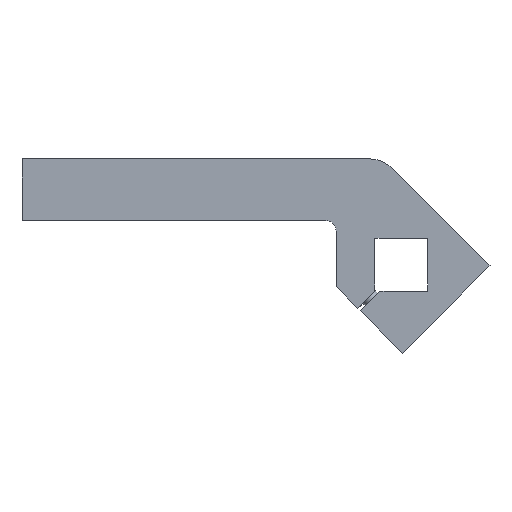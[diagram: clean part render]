
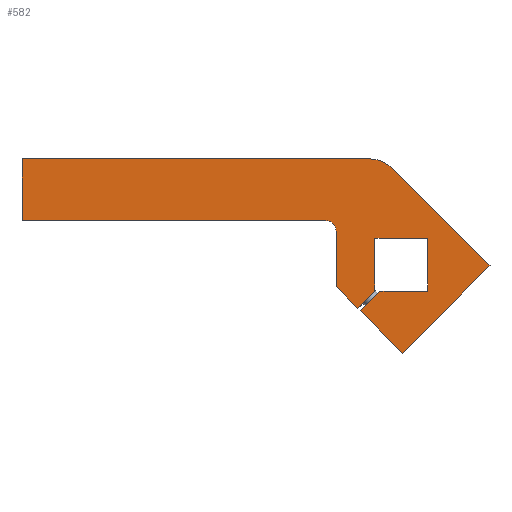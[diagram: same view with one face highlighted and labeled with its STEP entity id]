
A CAD part, left-side view. The second image highlights one B-rep face of the part: STEP entity #582.
In plain terms, the highlighted planar face has unit normal (-1, 0, 0).
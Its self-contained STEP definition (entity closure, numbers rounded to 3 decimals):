
#36=PLANE('',#635);
#55=FACE_OUTER_BOUND('',#84,.T.);
#84=EDGE_LOOP('',(#418,#419,#420,#421,#422,#423,#424,#425,#426,#427,#428,
#429,#430,#431,#432,#433));
#132=LINE('',#865,#188);
#135=LINE('',#877,#191);
#138=LINE('',#883,#194);
#139=LINE('',#885,#195);
#140=LINE('',#886,#196);
#141=LINE('',#888,#197);
#142=LINE('',#890,#198);
#143=LINE('',#892,#199);
#144=LINE('',#894,#200);
#145=LINE('',#896,#201);
#146=LINE('',#898,#202);
#147=LINE('',#900,#203);
#148=LINE('',#902,#204);
#149=LINE('',#903,#205);
#188=VECTOR('',#696,10.);
#191=VECTOR('',#707,10.);
#194=VECTOR('',#712,10.);
#195=VECTOR('',#713,10.);
#196=VECTOR('',#714,10.);
#197=VECTOR('',#715,10.);
#198=VECTOR('',#716,10.);
#199=VECTOR('',#717,10.);
#200=VECTOR('',#718,10.);
#201=VECTOR('',#719,10.);
#202=VECTOR('',#720,10.);
#203=VECTOR('',#721,10.);
#204=VECTOR('',#722,10.);
#205=VECTOR('',#723,10.);
#241=CIRCLE('',#629,6.);
#243=CIRCLE('',#633,20.);
#268=VERTEX_POINT('',#855);
#269=VERTEX_POINT('',#857);
#271=VERTEX_POINT('',#863);
#274=VERTEX_POINT('',#870);
#275=VERTEX_POINT('',#872);
#276=VERTEX_POINT('',#876);
#278=VERTEX_POINT('',#882);
#279=VERTEX_POINT('',#884);
#280=VERTEX_POINT('',#887);
#281=VERTEX_POINT('',#889);
#282=VERTEX_POINT('',#891);
#283=VERTEX_POINT('',#893);
#284=VERTEX_POINT('',#895);
#285=VERTEX_POINT('',#897);
#286=VERTEX_POINT('',#899);
#287=VERTEX_POINT('',#901);
#322=EDGE_CURVE('',#268,#269,#241,.T.);
#326=EDGE_CURVE('',#268,#271,#132,.T.);
#329=EDGE_CURVE('',#274,#275,#243,.T.);
#331=EDGE_CURVE('',#276,#275,#135,.T.);
#334=EDGE_CURVE('',#274,#278,#138,.T.);
#335=EDGE_CURVE('',#278,#279,#139,.T.);
#336=EDGE_CURVE('',#279,#269,#140,.T.);
#337=EDGE_CURVE('',#271,#280,#141,.T.);
#338=EDGE_CURVE('',#280,#281,#142,.T.);
#339=EDGE_CURVE('',#281,#282,#143,.T.);
#340=EDGE_CURVE('',#282,#283,#144,.T.);
#341=EDGE_CURVE('',#283,#284,#145,.T.);
#342=EDGE_CURVE('',#284,#285,#146,.T.);
#343=EDGE_CURVE('',#285,#286,#147,.T.);
#344=EDGE_CURVE('',#286,#287,#148,.T.);
#345=EDGE_CURVE('',#287,#276,#149,.T.);
#418=ORIENTED_EDGE('',*,*,#329,.F.);
#419=ORIENTED_EDGE('',*,*,#334,.T.);
#420=ORIENTED_EDGE('',*,*,#335,.T.);
#421=ORIENTED_EDGE('',*,*,#336,.T.);
#422=ORIENTED_EDGE('',*,*,#322,.F.);
#423=ORIENTED_EDGE('',*,*,#326,.T.);
#424=ORIENTED_EDGE('',*,*,#337,.T.);
#425=ORIENTED_EDGE('',*,*,#338,.T.);
#426=ORIENTED_EDGE('',*,*,#339,.T.);
#427=ORIENTED_EDGE('',*,*,#340,.T.);
#428=ORIENTED_EDGE('',*,*,#341,.T.);
#429=ORIENTED_EDGE('',*,*,#342,.T.);
#430=ORIENTED_EDGE('',*,*,#343,.T.);
#431=ORIENTED_EDGE('',*,*,#344,.T.);
#432=ORIENTED_EDGE('',*,*,#345,.T.);
#433=ORIENTED_EDGE('',*,*,#331,.T.);
#582=ADVANCED_FACE('',(#55),#36,.T.);
#629=AXIS2_PLACEMENT_3D('',#858,#689,#690);
#633=AXIS2_PLACEMENT_3D('',#873,#702,#703);
#635=AXIS2_PLACEMENT_3D('',#881,#710,#711);
#689=DIRECTION('center_axis',(-1.,0.,0.));
#690=DIRECTION('ref_axis',(0.,-0.707,0.707));
#696=DIRECTION('',(0.,0.,-1.));
#702=DIRECTION('center_axis',(1.,0.,0.));
#703=DIRECTION('ref_axis',(0.,-0.383,0.924));
#707=DIRECTION('',(0.,0.707,0.707));
#710=DIRECTION('center_axis',(-1.,0.,0.));
#711=DIRECTION('ref_axis',(0.,0.,1.));
#712=DIRECTION('',(0.,1.,0.));
#713=DIRECTION('',(0.,0.,-1.));
#714=DIRECTION('',(0.,-1.,0.));
#715=DIRECTION('',(0.,-0.707,-0.707));
#716=DIRECTION('',(0.,-0.707,0.707));
#717=DIRECTION('',(0.,0.,1.));
#718=DIRECTION('',(0.,-1.,0.));
#719=DIRECTION('',(0.,0.,-1.));
#720=DIRECTION('',(0.,1.,0.));
#721=DIRECTION('',(0.,0.707,-0.707));
#722=DIRECTION('',(0.,-0.707,-0.707));
#723=DIRECTION('',(0.,-0.707,0.707));
#855=CARTESIAN_POINT('',(-16.,37.,19.));
#857=CARTESIAN_POINT('',(-16.,43.,25.));
#858=CARTESIAN_POINT('Origin',(-16.,43.,19.));
#863=CARTESIAN_POINT('',(-16.,37.,-12.497));
#865=CARTESIAN_POINT('',(-16.,37.,-12.497));
#870=CARTESIAN_POINT('',(-16.,18.787,60.));
#872=CARTESIAN_POINT('',(-16.,4.645,54.142));
#873=CARTESIAN_POINT('Origin',(-16.,18.787,40.));
#876=CARTESIAN_POINT('',(-16.,-50.205,-0.707));
#877=CARTESIAN_POINT('',(-16.,-24.749,24.749));
#881=CARTESIAN_POINT('Origin',(-16.,90.247,33.918));
#882=CARTESIAN_POINT('',(-16.,215.,60.));
#883=CARTESIAN_POINT('',(-16.,215.,60.));
#884=CARTESIAN_POINT('',(-16.,215.,25.));
#885=CARTESIAN_POINT('',(-16.,215.,25.));
#886=CARTESIAN_POINT('',(-16.,37.,25.));
#887=CARTESIAN_POINT('',(-16.,24.749,-24.749));
#888=CARTESIAN_POINT('',(-16.,24.749,-24.749));
#889=CARTESIAN_POINT('',(-16.,15.,-15.));
#890=CARTESIAN_POINT('',(-16.,31.76,-31.76));
#891=CARTESIAN_POINT('',(-16.,15.,15.));
#892=CARTESIAN_POINT('',(-16.,15.,15.));
#893=CARTESIAN_POINT('',(-16.,-15.,15.));
#894=CARTESIAN_POINT('',(-16.,-15.,15.));
#895=CARTESIAN_POINT('',(-16.,-15.,-15.));
#896=CARTESIAN_POINT('',(-16.,-15.,24.459));
#897=CARTESIAN_POINT('',(-16.,12.172,-15.));
#898=CARTESIAN_POINT('',(-16.,37.623,-15.));
#899=CARTESIAN_POINT('',(-16.,23.335,-26.163));
#900=CARTESIAN_POINT('',(-16.,19.461,-22.289));
#901=CARTESIAN_POINT('',(-16.,-0.707,-50.205));
#902=CARTESIAN_POINT('',(-16.,24.749,-24.749));
#903=CARTESIAN_POINT('',(-16.,-50.205,-0.707));
